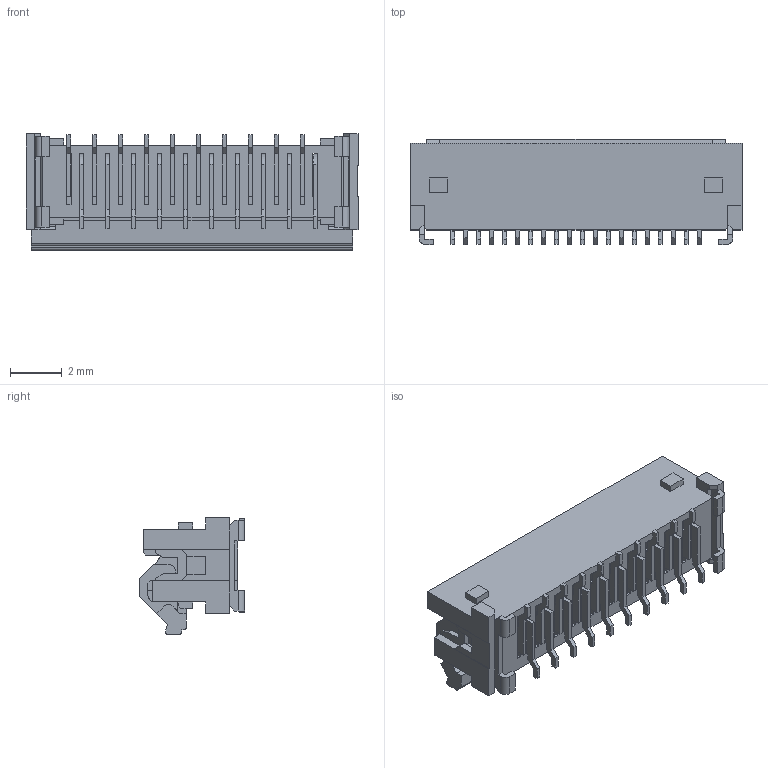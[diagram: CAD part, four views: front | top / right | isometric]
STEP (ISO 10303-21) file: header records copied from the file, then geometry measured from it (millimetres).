
FILE_DESCRIPTION((''),'2;1');
FILE_NAME('5019512010','2015-02-12T',('me'),(''),'PRO/ENGINEER BY PARAMETRIC TECHNOLOGY CORPORATION, 2011490','PRO/ENGINEER BY PARAMETRIC TECHNOLOGY CORPORATION, 2011490','');
FILE_SCHEMA(('CONFIG_CONTROL_DESIGN'));
Length unit declared in the file: millimetre
Products named in the file (1): 5019512010
Bounding box: 12.8 x 4.05 x 4.5 mm (x, y, z)
Volume: 105.9 mm3; surface area: 637.5 mm2
Topology: 1 solids, 1 shells, 1573 faces, 5099 edges, 3408 vertices
Faces by surface type: plane 1381, cylinder 192
Entity records: 55418 total; most frequent: ORIENTED_EDGE 10006, CARTESIAN_POINT 9985, DIRECTION 8633, EDGE_CURVE 5003, VECTOR 4713, LINE 4713, VERTEX_POINT 3312, AXIS2_PLACEMENT_3D 1960
